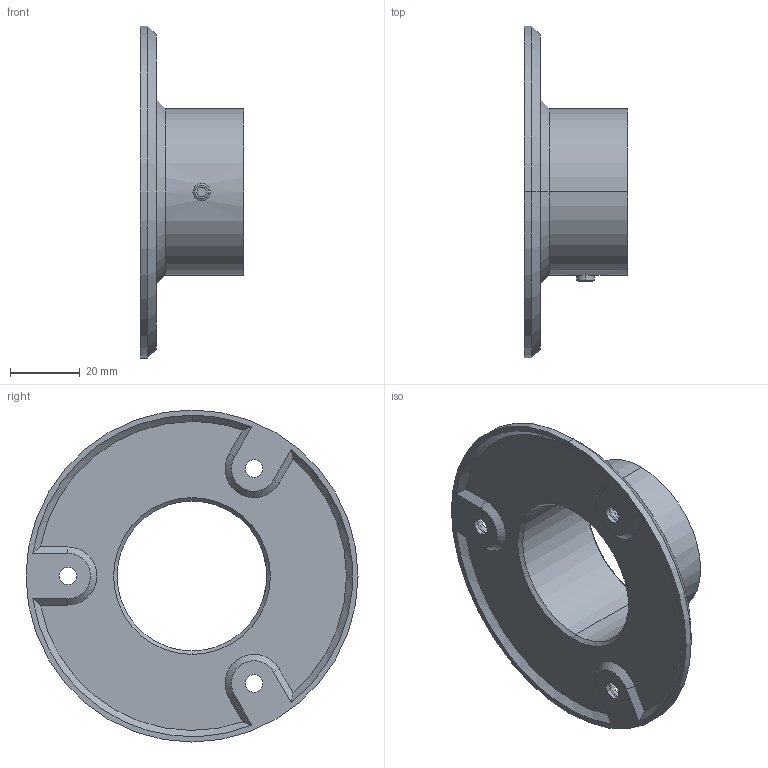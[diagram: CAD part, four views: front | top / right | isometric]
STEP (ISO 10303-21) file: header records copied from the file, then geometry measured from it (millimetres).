
FILE_DESCRIPTION (( 'STEP AP203' ), '1' );
FILE_NAME ('0100000000001891_44_A_0505-042.STEP', '2022-10-17T07:16:20', ( '' ), ( '' ), 'SwSTEP 2.0', 'SolidWorks 2019', '' );
FILE_SCHEMA (( 'CONFIG_CONTROL_DESIGN' ));
Length unit declared in the file: millimetre
Products named in the file (3): 0100000000001891_49_A_0505-042; 0100000000001891_44_A_0505-042; 0100000000001891_50_DIN 913_M5x4_SKRUTKA M 5X 5
Assembly tree (2 placements, depth 2):
  0100000000001891_44_A_0505-042
    0100000000001891_49_A_0505-042
    0100000000001891_50_DIN 913_M5x4_SKRUTKA M 5X 5
Bounding box: 29.5 x 95 x 95 mm (x, y, z)
Volume: 25377.9 mm3; surface area: 19835.5 mm2
Topology: 2 solids, 2 shells, 69 faces, 160 edges, 98 vertices
Faces by surface type: cone 28, cylinder 22, plane 19
Entity records: 2391 total; most frequent: CARTESIAN_POINT 462, DIRECTION 368, ORIENTED_EDGE 320, EDGE_CURVE 160, AXIS2_PLACEMENT_3D 144, VERTEX_POINT 98, EDGE_LOOP 82, VECTOR 80
